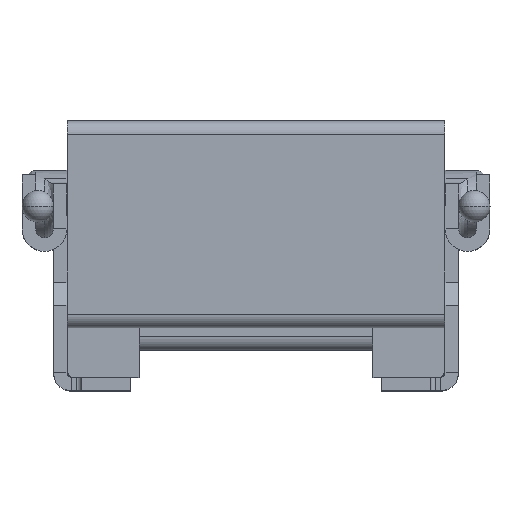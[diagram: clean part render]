
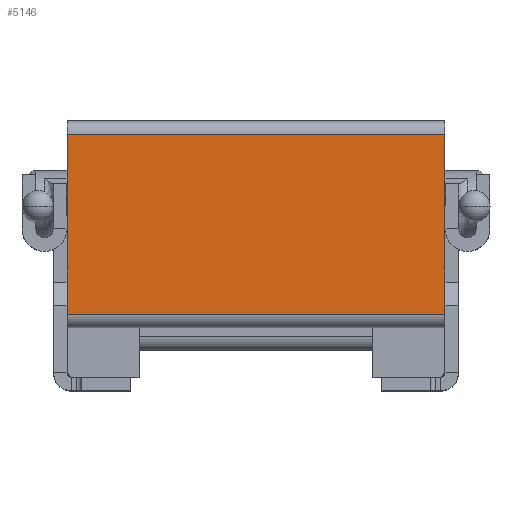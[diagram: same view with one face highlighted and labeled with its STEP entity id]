
A CAD part, top view. The second image highlights one B-rep face of the part: STEP entity #5146.
In plain terms, the highlighted planar face has unit normal (0, 0, 1).
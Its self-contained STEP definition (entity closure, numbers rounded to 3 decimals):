
#745 = EDGE_CURVE ( 'NONE', #7332, #8361, #3657, .T. ) ;
#785 = ORIENTED_EDGE ( 'NONE', *, *, #3264, .T. ) ;
#899 = CARTESIAN_POINT ( 'NONE',  ( -2.1, -5.28, 1.6 ) ) ;
#1259 = CARTESIAN_POINT ( 'NONE',  ( 2.1, 2.85, 1.6 ) ) ;
#1352 = AXIS2_PLACEMENT_3D ( 'NONE', #899, #7381, #9937 ) ;
#1517 = ORIENTED_EDGE ( 'NONE', *, *, #2559, .F. ) ;
#1627 = CARTESIAN_POINT ( 'NONE',  ( 2.1, -5.28, 1.6 ) ) ;
#2006 = VECTOR ( 'NONE', #10053, 1000. ) ;
#2559 = EDGE_CURVE ( 'NONE', #10280, #5212, #4276, .T. ) ;
#3264 = EDGE_CURVE ( 'NONE', #8361, #5212, #5773, .T. ) ;
#3657 = LINE ( 'NONE', #1627, #9305 ) ;
#4015 = EDGE_CURVE ( 'NONE', #10280, #7332, #7557, .T. ) ;
#4101 = PLANE ( 'NONE',  #1352 ) ;
#4276 = LINE ( 'NONE', #6101, #2006 ) ;
#5146 = ADVANCED_FACE ( 'NONE', ( #9513 ), #4101, .T. ) ;
#5212 = VERTEX_POINT ( 'NONE', #7424 ) ;
#5684 = CARTESIAN_POINT ( 'NONE',  ( 2.1, 0.85, 1.6 ) ) ;
#5773 = LINE ( 'NONE', #9956, #8341 ) ;
#6101 = CARTESIAN_POINT ( 'NONE',  ( -2.1, -5.28, 1.6 ) ) ;
#7139 = DIRECTION ( 'NONE',  ( 1., 0., 0. ) ) ;
#7209 = CARTESIAN_POINT ( 'NONE',  ( 2.1, 0.85, 1.6 ) ) ;
#7332 = VERTEX_POINT ( 'NONE', #5684 ) ;
#7381 = DIRECTION ( 'NONE',  ( 0., 0., 1. ) ) ;
#7424 = CARTESIAN_POINT ( 'NONE',  ( -2.1, 2.85, 1.6 ) ) ;
#7557 = LINE ( 'NONE', #7209, #9108 ) ;
#7594 = DIRECTION ( 'NONE',  ( -1., 0., 0. ) ) ;
#8112 = DIRECTION ( 'NONE',  ( 0., 1., 0. ) ) ;
#8341 = VECTOR ( 'NONE', #7594, 1000. ) ;
#8361 = VERTEX_POINT ( 'NONE', #1259 ) ;
#8721 = ORIENTED_EDGE ( 'NONE', *, *, #745, .T. ) ;
#9108 = VECTOR ( 'NONE', #7139, 1000. ) ;
#9301 = CARTESIAN_POINT ( 'NONE',  ( -2.1, 0.85, 1.6 ) ) ;
#9305 = VECTOR ( 'NONE', #8112, 1000. ) ;
#9410 = EDGE_LOOP ( 'NONE', ( #1517, #9646, #8721, #785 ) ) ;
#9513 = FACE_OUTER_BOUND ( 'NONE', #9410, .T. ) ;
#9646 = ORIENTED_EDGE ( 'NONE', *, *, #4015, .T. ) ;
#9937 = DIRECTION ( 'NONE',  ( 1., 0., 0. ) ) ;
#9956 = CARTESIAN_POINT ( 'NONE',  ( -2.1, 2.85, 1.6 ) ) ;
#10053 = DIRECTION ( 'NONE',  ( 0., 1., 0. ) ) ;
#10280 = VERTEX_POINT ( 'NONE', #9301 ) ;
